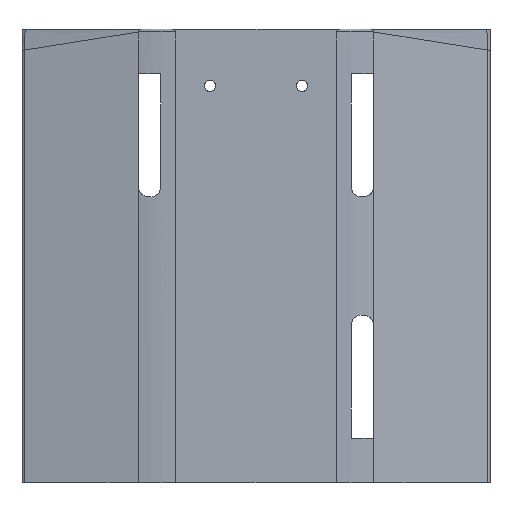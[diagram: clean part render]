
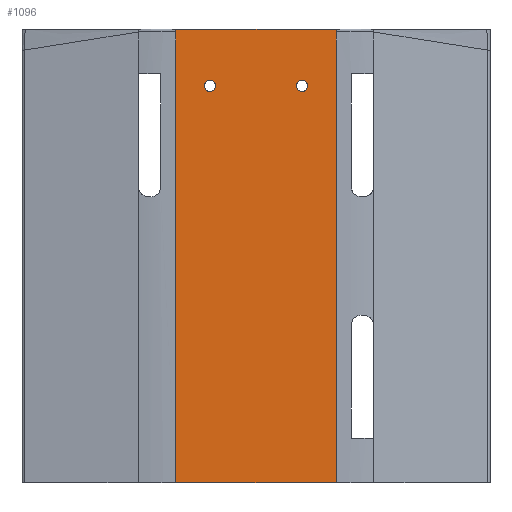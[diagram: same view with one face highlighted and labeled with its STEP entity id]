
A CAD part, front view. The second image highlights one B-rep face of the part: STEP entity #1096.
In plain terms, the highlighted planar face has unit normal (0, -1, 0).
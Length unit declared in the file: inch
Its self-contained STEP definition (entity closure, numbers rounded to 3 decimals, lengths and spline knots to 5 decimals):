
#57=FACE_BOUND('',#185,.T.);
#58=FACE_BOUND('',#186,.T.);
#76=CIRCLE('',#1183,0.09843);
#77=CIRCLE('',#1184,0.09843);
#119=FACE_OUTER_BOUND('',#184,.T.);
#184=EDGE_LOOP('',(#767,#768,#769,#770,#771,#772));
#185=EDGE_LOOP('',(#773));
#186=EDGE_LOOP('',(#774));
#259=LINE('',#1696,#337);
#264=LINE('',#1842,#342);
#265=LINE('',#1844,#343);
#266=LINE('',#1845,#344);
#337=VECTOR('',#1278,0.3937);
#342=VECTOR('',#1295,0.3937);
#343=VECTOR('',#1296,0.3937);
#344=VECTOR('',#1297,0.3937);
#430=B_SPLINE_CURVE_WITH_KNOTS('',3,(#1830,#1831,#1832,#1833),
 .UNSPECIFIED.,.F.,.F.,(4,4),(0.38389,0.51345),
 .UNSPECIFIED.);
#431=B_SPLINE_CURVE_WITH_KNOTS('',3,(#1837,#1838,#1839,#1840),
 .UNSPECIFIED.,.F.,.F.,(4,4),(-0.51345,-0.38389),
 .UNSPECIFIED.);
#468=VERTEX_POINT('',#1688);
#469=VERTEX_POINT('',#1695);
#481=VERTEX_POINT('',#1829);
#482=VERTEX_POINT('',#1836);
#483=VERTEX_POINT('',#1841);
#484=VERTEX_POINT('',#1843);
#485=VERTEX_POINT('',#1846);
#486=VERTEX_POINT('',#1848);
#575=EDGE_CURVE('',#469,#468,#259,.T.);
#591=EDGE_CURVE('',#469,#481,#430,.T.);
#593=EDGE_CURVE('',#482,#468,#431,.T.);
#594=EDGE_CURVE('',#483,#482,#264,.T.);
#595=EDGE_CURVE('',#483,#484,#265,.T.);
#596=EDGE_CURVE('',#481,#484,#266,.T.);
#597=EDGE_CURVE('',#485,#485,#76,.T.);
#598=EDGE_CURVE('',#486,#486,#77,.T.);
#767=ORIENTED_EDGE('',*,*,#575,.T.);
#768=ORIENTED_EDGE('',*,*,#593,.F.);
#769=ORIENTED_EDGE('',*,*,#594,.F.);
#770=ORIENTED_EDGE('',*,*,#595,.T.);
#771=ORIENTED_EDGE('',*,*,#596,.F.);
#772=ORIENTED_EDGE('',*,*,#591,.F.);
#773=ORIENTED_EDGE('',*,*,#597,.T.);
#774=ORIENTED_EDGE('',*,*,#598,.T.);
#1067=PLANE('',#1182);
#1096=ADVANCED_FACE('',(#119,#57,#58),#1067,.T.);
#1182=AXIS2_PLACEMENT_3D('',#1835,#1293,#1294);
#1183=AXIS2_PLACEMENT_3D('',#1847,#1298,#1299);
#1184=AXIS2_PLACEMENT_3D('',#1849,#1300,#1301);
#1278=DIRECTION('',(-1.,0.,0.));
#1293=DIRECTION('center_axis',(0.,-1.,0.));
#1294=DIRECTION('ref_axis',(0.,0.,-1.));
#1295=DIRECTION('',(0.,0.,1.));
#1296=DIRECTION('',(1.,0.,0.));
#1297=DIRECTION('',(0.,0.,-1.));
#1298=DIRECTION('center_axis',(0.,1.,0.));
#1299=DIRECTION('ref_axis',(-1.,0.,0.));
#1300=DIRECTION('center_axis',(0.,1.,0.));
#1301=DIRECTION('ref_axis',(-1.,0.,0.));
#1688=CARTESIAN_POINT('',(2.70853,-0.19685,8.));
#1695=CARTESIAN_POINT('',(5.54147,-0.19685,8.));
#1696=CARTESIAN_POINT('',(4.125,-0.19685,8.));
#1829=CARTESIAN_POINT('',(5.54051,-0.19685,7.949));
#1830=CARTESIAN_POINT('Ctrl Pts',(5.54147,-0.19685,8.));
#1831=CARTESIAN_POINT('Ctrl Pts',(5.54083,-0.19685,7.98301));
#1832=CARTESIAN_POINT('Ctrl Pts',(5.54051,-0.19685,7.96601));
#1833=CARTESIAN_POINT('Ctrl Pts',(5.54051,-0.19685,7.949));
#1835=CARTESIAN_POINT('Origin',(0.,-0.19685,8.));
#1836=CARTESIAN_POINT('',(2.70949,-0.19685,7.949));
#1837=CARTESIAN_POINT('Ctrl Pts',(2.70949,-0.19685,7.949));
#1838=CARTESIAN_POINT('Ctrl Pts',(2.70949,-0.19685,7.96601));
#1839=CARTESIAN_POINT('Ctrl Pts',(2.70917,-0.19685,7.98301));
#1840=CARTESIAN_POINT('Ctrl Pts',(2.70853,-0.19685,8.));
#1841=CARTESIAN_POINT('',(2.70949,-0.19685,0.));
#1842=CARTESIAN_POINT('',(2.70949,-0.19685,8.));
#1843=CARTESIAN_POINT('',(5.54051,-0.19685,0.));
#1844=CARTESIAN_POINT('',(0.,-0.19685,0.));
#1845=CARTESIAN_POINT('',(5.54051,-0.19685,8.));
#1846=CARTESIAN_POINT('',(5.03593,-0.19685,7.));
#1847=CARTESIAN_POINT('Origin',(4.9375,-0.19685,7.));
#1848=CARTESIAN_POINT('',(3.41093,-0.19685,7.));
#1849=CARTESIAN_POINT('Origin',(3.3125,-0.19685,7.));
